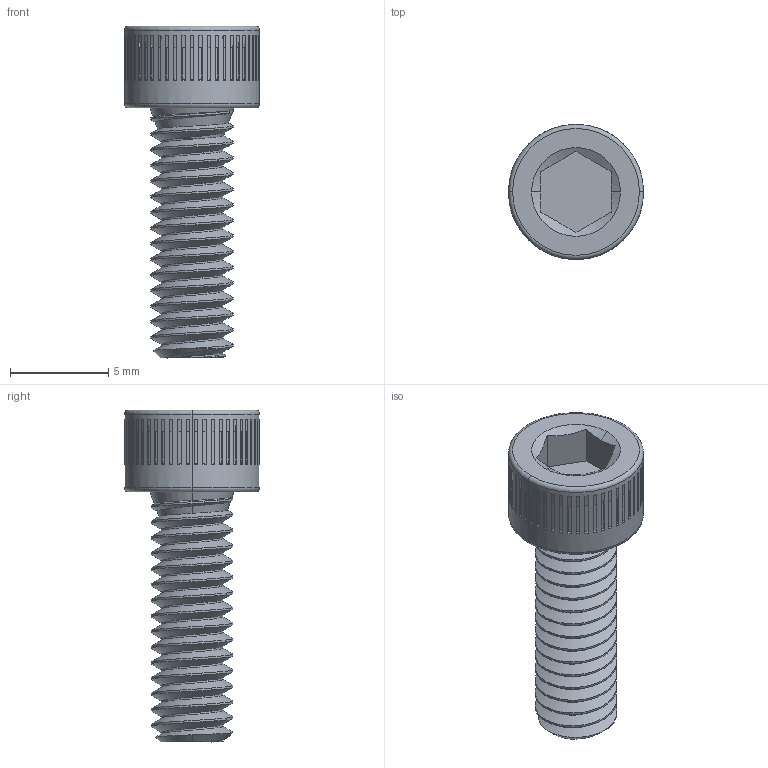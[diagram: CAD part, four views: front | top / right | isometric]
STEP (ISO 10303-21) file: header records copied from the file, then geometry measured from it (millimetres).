
FILE_DESCRIPTION (( 'STEP AP203' ), '1' );
FILE_NAME ('91251A194_Black-Oxide Alloy Steel Socket Head Screw.STEP', '2024-03-20T18:38:44', ( 'Administrator' ), ( 'Managed by Terraform' ), 'SwSTEP 2.0', 'SolidWorks 2017', '' );
FILE_SCHEMA (( 'CONFIG_CONTROL_DESIGN' ));
Length unit declared in the file: inch
Products named in the file (1): 91251A194_Black-Oxide Alloy Steel Socket Head Screw
Bounding box: 6.86 x 6.86 x 16.87 mm (x, y, z)
Volume: 265 mm3; surface area: 437 mm2
Topology: 1 solids, 1 shells, 411 faces, 1066 edges, 709 vertices
Faces by surface type: plane 210, cone 110, cylinder 84, torus 4, bspline 3
Entity records: 15322 total; most frequent: CARTESIAN_POINT 5085, ORIENTED_EDGE 2132, DIRECTION 2116, EDGE_CURVE 1066, AXIS2_PLACEMENT_3D 731, VERTEX_POINT 709, LINE 654, VECTOR 654
